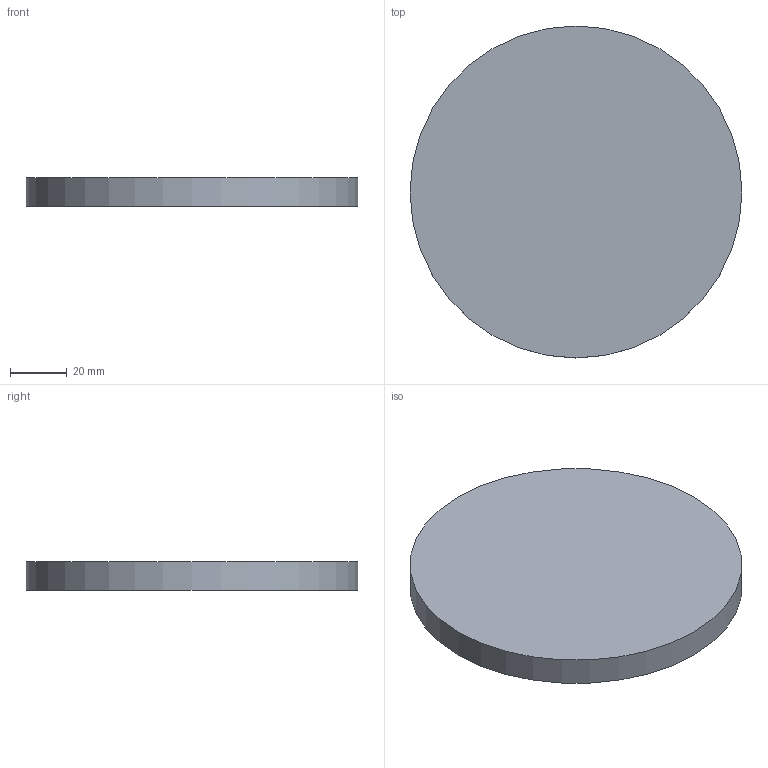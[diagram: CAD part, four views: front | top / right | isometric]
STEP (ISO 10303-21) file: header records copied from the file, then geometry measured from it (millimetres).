
FILE_DESCRIPTION(/* description */ ('','CAx-IF Rec.Pracs.---Representation and Presentation of Product Manufacturing Information (PMI)---4.0---2014-10-13'),/* implementation_level */ '2;1');
FILE_NAME(/* name */ 'Sporeography - Disk v7.step',/* time_stamp */ '2024-12-19T16:19:09+01:00',/* author */ (''),/* organization */ (''),/* preprocessor_version */ 'ST-DEVELOPER v20',/* originating_system */ 'Autodesk Translation Framework v13.20.0.188',/* authorisation */ '');
FILE_SCHEMA (('AP242_MANAGED_MODEL_BASED_3D_ENGINEERING_MIM_LF { 1 0 10303 442 1 1 4 }'));
Length unit declared in the file: millimetre
Products named in the file (1): Sporeography - Disk
Bounding box: 117 x 117 x 10 mm (x, y, z)
Volume: 106607.4 mm3; surface area: 26467.3 mm2
Topology: 1 solids, 1 shells, 2992 faces, 4716 edges, 1697 vertices
Faces by surface type: plane 2989, cylinder 3
Full cylindrical faces by diameter (mm): 117 x1
Entity records: 60955 total; most frequent: DIRECTION 10788, ORIENTED_EDGE 9552, CARTESIAN_POINT 9526, EDGE_CURVE 4776, LINE 4750, VECTOR 4750, AXIS2_PLACEMENT_3D 3019, EDGE_LOOP 2995
